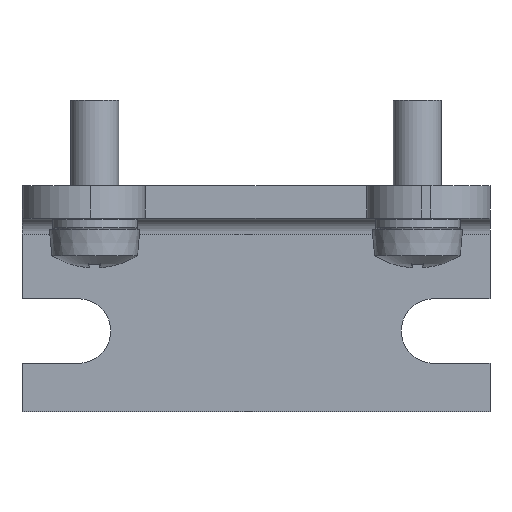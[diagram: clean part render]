
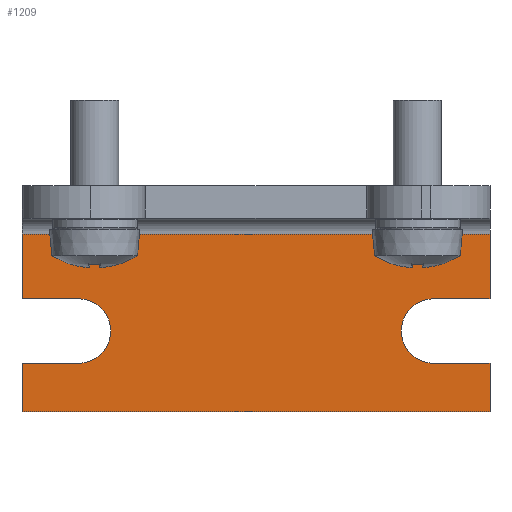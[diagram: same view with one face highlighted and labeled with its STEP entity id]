
A CAD part, front view. The second image highlights one B-rep face of the part: STEP entity #1209.
In plain terms, the highlighted planar face has unit normal (0, -1, 0).
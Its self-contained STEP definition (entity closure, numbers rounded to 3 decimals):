
#101=CIRCLE('',#1340,2.);
#102=CIRCLE('',#1341,2.);
#209=ORIENTED_EDGE('',*,*,#495,.T.);
#210=ORIENTED_EDGE('',*,*,#547,.T.);
#211=ORIENTED_EDGE('',*,*,#548,.T.);
#212=ORIENTED_EDGE('',*,*,#549,.T.);
#213=ORIENTED_EDGE('',*,*,#541,.T.);
#214=ORIENTED_EDGE('',*,*,#550,.F.);
#215=ORIENTED_EDGE('',*,*,#490,.F.);
#216=ORIENTED_EDGE('',*,*,#551,.T.);
#217=ORIENTED_EDGE('',*,*,#552,.T.);
#218=ORIENTED_EDGE('',*,*,#553,.T.);
#219=ORIENTED_EDGE('',*,*,#540,.F.);
#220=ORIENTED_EDGE('',*,*,#546,.T.);
#490=EDGE_CURVE('',#664,#666,#785,.T.);
#495=EDGE_CURVE('',#671,#670,#790,.T.);
#540=EDGE_CURVE('',#709,#707,#811,.T.);
#541=EDGE_CURVE('',#710,#711,#812,.T.);
#546=EDGE_CURVE('',#709,#671,#817,.T.);
#547=EDGE_CURVE('',#670,#714,#818,.T.);
#548=EDGE_CURVE('',#714,#715,#101,.T.);
#549=EDGE_CURVE('',#715,#710,#819,.T.);
#550=EDGE_CURVE('',#666,#711,#820,.T.);
#551=EDGE_CURVE('',#664,#716,#821,.T.);
#552=EDGE_CURVE('',#716,#717,#102,.T.);
#553=EDGE_CURVE('',#717,#707,#822,.T.);
#664=VERTEX_POINT('',#1824);
#666=VERTEX_POINT('',#1827);
#670=VERTEX_POINT('',#1836);
#671=VERTEX_POINT('',#1838);
#707=VERTEX_POINT('',#1918);
#709=VERTEX_POINT('',#1924);
#710=VERTEX_POINT('',#1928);
#711=VERTEX_POINT('',#1929);
#714=VERTEX_POINT('',#1941);
#715=VERTEX_POINT('',#1943);
#716=VERTEX_POINT('',#1947);
#717=VERTEX_POINT('',#1949);
#785=LINE('',#1826,#890);
#790=LINE('',#1837,#895);
#811=LINE('',#1925,#916);
#812=LINE('',#1927,#917);
#817=LINE('',#1938,#922);
#818=LINE('',#1940,#923);
#819=LINE('',#1944,#924);
#820=LINE('',#1945,#925);
#821=LINE('',#1946,#926);
#822=LINE('',#1950,#927);
#890=VECTOR('',#1447,1000.);
#895=VECTOR('',#1454,1000.);
#916=VECTOR('',#1531,1000.);
#917=VECTOR('',#1534,1000.);
#922=VECTOR('',#1543,1000.);
#923=VECTOR('',#1546,1000.);
#924=VECTOR('',#1549,1000.);
#925=VECTOR('',#1550,1000.);
#926=VECTOR('',#1551,1000.);
#927=VECTOR('',#1554,1000.);
#1007=EDGE_LOOP('',(#209,#210,#211,#212,#213,#214,#215,#216,#217,#218,#219,
#220));
#1088=FACE_BOUND('',#1007,.T.);
#1163=PLANE('',#1339);
#1209=ADVANCED_FACE('',(#1088),#1163,.F.);
#1339=AXIS2_PLACEMENT_3D('',#1939,#1544,#1545);
#1340=AXIS2_PLACEMENT_3D('',#1942,#1547,#1548);
#1341=AXIS2_PLACEMENT_3D('',#1948,#1552,#1553);
#1447=DIRECTION('',(0.,0.,-1.));
#1454=DIRECTION('',(0.,0.,-1.));
#1531=DIRECTION('',(0.,0.,-1.));
#1534=DIRECTION('',(0.,0.,-1.));
#1543=DIRECTION('',(-1.,0.,0.));
#1544=DIRECTION('',(0.,1.,0.));
#1545=DIRECTION('',(0.,0.,1.));
#1546=DIRECTION('',(1.,0.,0.));
#1547=DIRECTION('',(0.,1.,0.));
#1548=DIRECTION('',(0.,0.,1.));
#1549=DIRECTION('',(-1.,0.,0.));
#1550=DIRECTION('',(-1.,0.,0.));
#1551=DIRECTION('',(-1.,0.,0.));
#1552=DIRECTION('',(0.,1.,0.));
#1553=DIRECTION('',(0.,0.,1.));
#1554=DIRECTION('',(1.,0.,0.));
#1824=CARTESIAN_POINT('',(14.5,-2.,-11.));
#1826=CARTESIAN_POINT('',(14.5,-2.,-3.));
#1827=CARTESIAN_POINT('',(14.5,-2.,-14.));
#1836=CARTESIAN_POINT('',(-14.5,-2.,-7.));
#1837=CARTESIAN_POINT('',(-14.5,-2.,-3.));
#1838=CARTESIAN_POINT('',(-14.5,-2.,-3.));
#1918=CARTESIAN_POINT('',(14.5,-2.,-7.));
#1924=CARTESIAN_POINT('',(14.5,-2.,-3.));
#1925=CARTESIAN_POINT('',(14.5,-2.,-3.));
#1927=CARTESIAN_POINT('',(-14.5,-2.,-3.));
#1928=CARTESIAN_POINT('',(-14.5,-2.,-11.));
#1929=CARTESIAN_POINT('',(-14.5,-2.,-14.));
#1938=CARTESIAN_POINT('',(14.5,-2.,-3.));
#1939=CARTESIAN_POINT('',(14.5,-2.,-3.));
#1940=CARTESIAN_POINT('',(14.5,-2.,-7.));
#1941=CARTESIAN_POINT('',(-11.,-2.,-7.));
#1942=CARTESIAN_POINT('',(-11.,-2.,-9.));
#1943=CARTESIAN_POINT('',(-11.,-2.,-11.));
#1944=CARTESIAN_POINT('',(14.5,-2.,-11.));
#1945=CARTESIAN_POINT('',(14.5,-2.,-14.));
#1946=CARTESIAN_POINT('',(14.5,-2.,-11.));
#1947=CARTESIAN_POINT('',(11.,-2.,-11.));
#1948=CARTESIAN_POINT('',(11.,-2.,-9.));
#1949=CARTESIAN_POINT('',(11.,-2.,-7.));
#1950=CARTESIAN_POINT('',(14.5,-2.,-7.));
